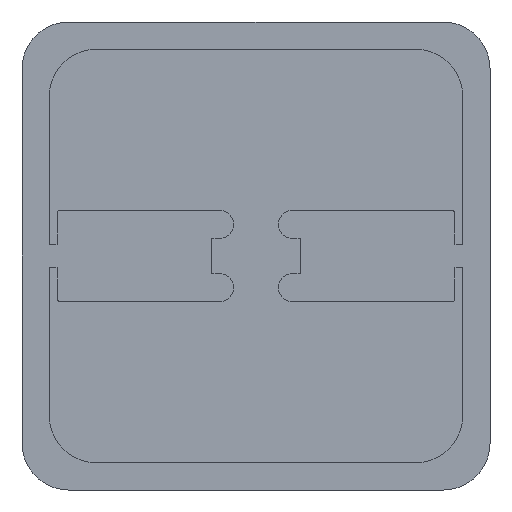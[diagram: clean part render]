
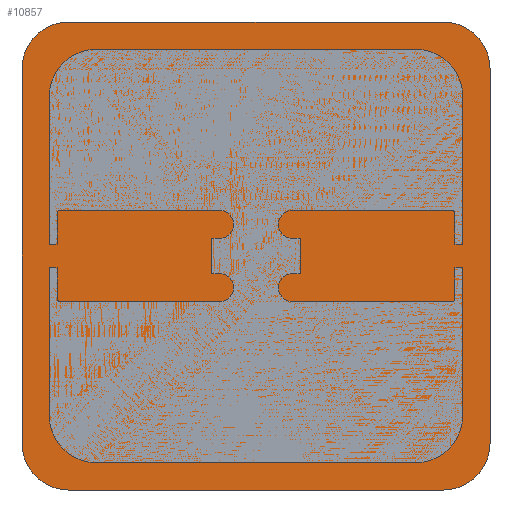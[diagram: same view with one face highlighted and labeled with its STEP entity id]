
A CAD part, front view. The second image highlights one B-rep face of the part: STEP entity #10857.
In plain terms, the highlighted planar face has unit normal (0, -1, 0).
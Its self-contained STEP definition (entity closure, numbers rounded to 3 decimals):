
#829=CIRCLE('',#11969,30.);
#830=CIRCLE('',#11972,30.);
#831=CIRCLE('',#11979,30.);
#832=CIRCLE('',#11982,30.);
#2296=FACE_OUTER_BOUND('',#2905,.T.);
#2905=EDGE_LOOP('',(#10051,#10052,#10053,#10054,#10055,#10056,#10057,#10058));
#3712=LINE('',#29343,#4530);
#3717=LINE('',#29356,#4535);
#3719=LINE('',#29361,#4537);
#3722=LINE('',#29368,#4540);
#4530=VECTOR('',#14971,10.);
#4535=VECTOR('',#14988,10.);
#4537=VECTOR('',#14992,10.);
#4540=VECTOR('',#15001,10.);
#5467=VERTEX_POINT('',#29334);
#5468=VERTEX_POINT('',#29336);
#5469=VERTEX_POINT('',#29341);
#5470=VERTEX_POINT('',#29345);
#5471=VERTEX_POINT('',#29354);
#5472=VERTEX_POINT('',#29358);
#5473=VERTEX_POINT('',#29360);
#5474=VERTEX_POINT('',#29364);
#6984=EDGE_CURVE('',#5467,#5468,#829,.T.);
#6988=EDGE_CURVE('',#5469,#5467,#3712,.T.);
#6990=EDGE_CURVE('',#5470,#5469,#830,.T.);
#6994=EDGE_CURVE('',#5471,#5470,#3717,.T.);
#6996=EDGE_CURVE('',#5472,#5473,#3719,.T.);
#6999=EDGE_CURVE('',#5474,#5472,#831,.T.);
#7000=EDGE_CURVE('',#5468,#5474,#3722,.T.);
#7002=EDGE_CURVE('',#5473,#5471,#832,.T.);
#10051=ORIENTED_EDGE('',*,*,#7002,.F.);
#10052=ORIENTED_EDGE('',*,*,#6996,.F.);
#10053=ORIENTED_EDGE('',*,*,#6999,.F.);
#10054=ORIENTED_EDGE('',*,*,#7000,.F.);
#10055=ORIENTED_EDGE('',*,*,#6984,.F.);
#10056=ORIENTED_EDGE('',*,*,#6988,.F.);
#10057=ORIENTED_EDGE('',*,*,#6990,.F.);
#10058=ORIENTED_EDGE('',*,*,#6994,.F.);
#10259=PLANE('',#11984);
#10857=ADVANCED_FACE('',(#2296),#10259,.F.);
#11969=AXIS2_PLACEMENT_3D('',#29337,#14964,#14965);
#11972=AXIS2_PLACEMENT_3D('',#29347,#14975,#14976);
#11979=AXIS2_PLACEMENT_3D('',#29366,#14997,#14998);
#11982=AXIS2_PLACEMENT_3D('',#29371,#15005,#15006);
#11984=AXIS2_PLACEMENT_3D('',#29373,#15009,#15010);
#14964=DIRECTION('center_axis',(0.,1.,0.));
#14965=DIRECTION('ref_axis',(0.,0.,-1.));
#14971=DIRECTION('',(-1.,0.,0.));
#14975=DIRECTION('center_axis',(0.,1.,0.));
#14976=DIRECTION('ref_axis',(1.,0.,0.));
#14988=DIRECTION('',(0.,0.,-1.));
#14992=DIRECTION('',(1.,0.,0.));
#14997=DIRECTION('center_axis',(0.,1.,0.));
#14998=DIRECTION('ref_axis',(-1.,0.,0.));
#15001=DIRECTION('',(0.,0.,1.));
#15005=DIRECTION('center_axis',(0.,1.,0.));
#15006=DIRECTION('ref_axis',(0.,0.,1.));
#15009=DIRECTION('center_axis',(0.,1.,0.));
#15010=DIRECTION('ref_axis',(0.,0.,1.));
#29334=CARTESIAN_POINT('',(-120.,0.,-150.));
#29336=CARTESIAN_POINT('',(-150.,0.,-120.));
#29337=CARTESIAN_POINT('Origin',(-120.,0.,-120.));
#29341=CARTESIAN_POINT('',(120.,0.,-150.));
#29343=CARTESIAN_POINT('',(120.,0.,-150.));
#29345=CARTESIAN_POINT('',(150.,0.,-120.));
#29347=CARTESIAN_POINT('Origin',(120.,0.,-120.));
#29354=CARTESIAN_POINT('',(150.,0.,120.));
#29356=CARTESIAN_POINT('',(150.,0.,120.));
#29358=CARTESIAN_POINT('',(-120.,0.,150.));
#29360=CARTESIAN_POINT('',(120.,0.,150.));
#29361=CARTESIAN_POINT('',(-120.,0.,150.));
#29364=CARTESIAN_POINT('',(-150.,0.,120.));
#29366=CARTESIAN_POINT('Origin',(-120.,0.,120.));
#29368=CARTESIAN_POINT('',(-150.,0.,-120.));
#29371=CARTESIAN_POINT('Origin',(120.,0.,120.));
#29373=CARTESIAN_POINT('Origin',(0.,0.,0.));
